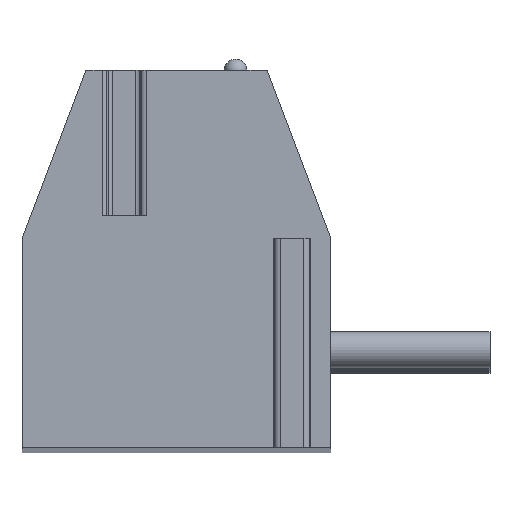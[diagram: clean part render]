
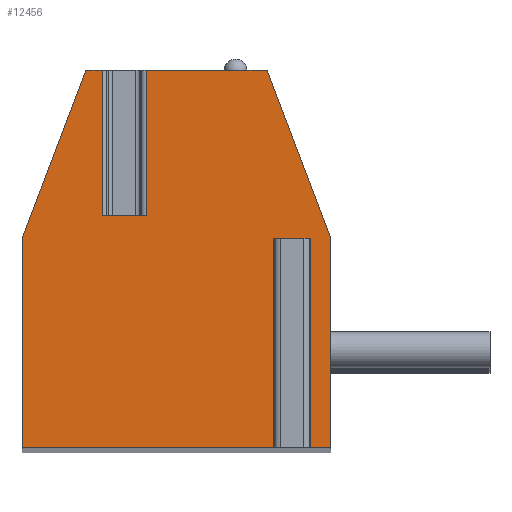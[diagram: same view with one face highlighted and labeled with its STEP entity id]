
A CAD part, top view. The second image highlights one B-rep face of the part: STEP entity #12456.
In plain terms, the highlighted planar face has unit normal (0, 0, 1).
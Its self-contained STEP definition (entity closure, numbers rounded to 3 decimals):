
#13=DIRECTION('',(0.,1.,0.));
#14=VECTOR('',#13,3.2);
#15=CARTESIAN_POINT('',(-1.636,1.,66.675));
#16=LINE('',#15,#14);
#17=DIRECTION('',(1.,0.,0.));
#18=VECTOR('',#17,0.972);
#19=CARTESIAN_POINT('',(-1.636,1.,66.675));
#20=LINE('',#19,#18);
#21=DIRECTION('',(0.,1.,0.));
#22=VECTOR('',#21,3.2);
#23=CARTESIAN_POINT('',(-0.664,1.,66.675));
#24=LINE('',#23,#22);
#25=DIRECTION('',(-1.,0.,0.));
#26=VECTOR('',#25,2.659);
#27=CARTESIAN_POINT('',(1.995,4.2,66.675));
#28=LINE('',#27,#26);
#29=DIRECTION('',(-0.355,0.935,0.));
#30=VECTOR('',#29,3.958);
#31=CARTESIAN_POINT('',(3.4,0.5,66.675));
#32=LINE('',#31,#30);
#33=DIRECTION('',(0.,1.,0.));
#34=VECTOR('',#33,4.6);
#35=CARTESIAN_POINT('',(3.4,-4.1,66.675));
#36=LINE('',#35,#34);
#37=DIRECTION('',(1.,0.,0.));
#38=VECTOR('',#37,0.625);
#39=CARTESIAN_POINT('',(2.775,-4.1,66.675));
#40=LINE('',#39,#38);
#41=DIRECTION('',(0.,1.,0.));
#42=VECTOR('',#41,4.6);
#43=CARTESIAN_POINT('',(2.775,-4.1,66.675));
#44=LINE('',#43,#42);
#45=DIRECTION('',(-1.,0.,0.));
#46=VECTOR('',#45,0.45);
#47=CARTESIAN_POINT('',(2.775,0.5,66.675));
#48=LINE('',#47,#46);
#49=DIRECTION('',(0.,1.,0.));
#50=VECTOR('',#49,4.6);
#51=CARTESIAN_POINT('',(2.325,-4.1,66.675));
#52=LINE('',#51,#50);
#53=DIRECTION('',(1.,0.,0.));
#54=VECTOR('',#53,5.725);
#55=CARTESIAN_POINT('',(-3.4,-4.1,66.675));
#56=LINE('',#55,#54);
#57=DIRECTION('',(0.,-1.,0.));
#58=VECTOR('',#57,4.6);
#59=CARTESIAN_POINT('',(-3.4,0.5,66.675));
#60=LINE('',#59,#58);
#61=DIRECTION('',(-0.355,-0.935,0.));
#62=VECTOR('',#61,3.958);
#63=CARTESIAN_POINT('',(-1.995,4.2,66.675));
#64=LINE('',#63,#62);
#65=DIRECTION('',(-1.,0.,0.));
#66=VECTOR('',#65,0.359);
#67=CARTESIAN_POINT('',(-1.636,4.2,66.675));
#68=LINE('',#67,#66);
#9775=CARTESIAN_POINT('',(-1.995,4.2,66.675));
#9776=CARTESIAN_POINT('',(-3.4,0.5,66.675));
#9777=VERTEX_POINT('',#9775);
#9778=VERTEX_POINT('',#9776);
#9779=CARTESIAN_POINT('',(-3.4,-4.1,66.675));
#9780=VERTEX_POINT('',#9779);
#9781=CARTESIAN_POINT('',(3.4,-4.1,66.675));
#9782=CARTESIAN_POINT('',(3.4,0.5,66.675));
#9783=VERTEX_POINT('',#9781);
#9784=VERTEX_POINT('',#9782);
#9785=CARTESIAN_POINT('',(1.995,4.2,66.675));
#9786=VERTEX_POINT('',#9785);
#9823=CARTESIAN_POINT('',(2.775,0.5,66.675));
#9824=CARTESIAN_POINT('',(2.325,0.5,66.675));
#9825=VERTEX_POINT('',#9823);
#9826=VERTEX_POINT('',#9824);
#9827=CARTESIAN_POINT('',(2.325,-4.1,66.675));
#9828=VERTEX_POINT('',#9827);
#9829=CARTESIAN_POINT('',(2.775,-4.1,66.675));
#9830=VERTEX_POINT('',#9829);
#9891=CARTESIAN_POINT('',(-1.636,1.,66.675));
#9892=CARTESIAN_POINT('',(-1.636,4.2,66.675));
#9893=VERTEX_POINT('',#9891);
#9894=VERTEX_POINT('',#9892);
#9895=CARTESIAN_POINT('',(-0.664,1.,66.675));
#9896=CARTESIAN_POINT('',(-0.664,4.2,66.675));
#9897=VERTEX_POINT('',#9895);
#9898=VERTEX_POINT('',#9896);
#12421=CARTESIAN_POINT('',(0.,0.,66.675));
#12422=DIRECTION('',(0.,0.,1.));
#12423=DIRECTION('',(1.,0.,0.));
#12424=AXIS2_PLACEMENT_3D('',#12421,#12422,#12423);
#12425=PLANE('',#12424);
#12427=ORIENTED_EDGE('',*,*,#12426,.F.);
#12429=ORIENTED_EDGE('',*,*,#12428,.T.);
#12431=ORIENTED_EDGE('',*,*,#12430,.T.);
#12433=ORIENTED_EDGE('',*,*,#12432,.F.);
#12435=ORIENTED_EDGE('',*,*,#12434,.F.);
#12437=ORIENTED_EDGE('',*,*,#12436,.F.);
#12439=ORIENTED_EDGE('',*,*,#12438,.F.);
#12441=ORIENTED_EDGE('',*,*,#12440,.T.);
#12443=ORIENTED_EDGE('',*,*,#12442,.T.);
#12445=ORIENTED_EDGE('',*,*,#12444,.F.);
#12447=ORIENTED_EDGE('',*,*,#12446,.F.);
#12449=ORIENTED_EDGE('',*,*,#12448,.F.);
#12451=ORIENTED_EDGE('',*,*,#12450,.F.);
#12453=ORIENTED_EDGE('',*,*,#12452,.F.);
#12454=EDGE_LOOP('',(#12427,#12429,#12431,#12433,#12435,#12437,#12439,#12441,
#12443,#12445,#12447,#12449,#12451,#12453));
#12455=FACE_OUTER_BOUND('',#12454,.F.);
#12426=EDGE_CURVE('',#9893,#9894,#16,.T.);
#12428=EDGE_CURVE('',#9893,#9897,#20,.T.);
#12430=EDGE_CURVE('',#9897,#9898,#24,.T.);
#12432=EDGE_CURVE('',#9786,#9898,#28,.T.);
#12434=EDGE_CURVE('',#9784,#9786,#32,.T.);
#12436=EDGE_CURVE('',#9783,#9784,#36,.T.);
#12438=EDGE_CURVE('',#9830,#9783,#40,.T.);
#12440=EDGE_CURVE('',#9830,#9825,#44,.T.);
#12442=EDGE_CURVE('',#9825,#9826,#48,.T.);
#12444=EDGE_CURVE('',#9828,#9826,#52,.T.);
#12446=EDGE_CURVE('',#9780,#9828,#56,.T.);
#12448=EDGE_CURVE('',#9778,#9780,#60,.T.);
#12450=EDGE_CURVE('',#9777,#9778,#64,.T.);
#12452=EDGE_CURVE('',#9894,#9777,#68,.T.);
#12456=ADVANCED_FACE('',(#12455),#12425,.T.);
